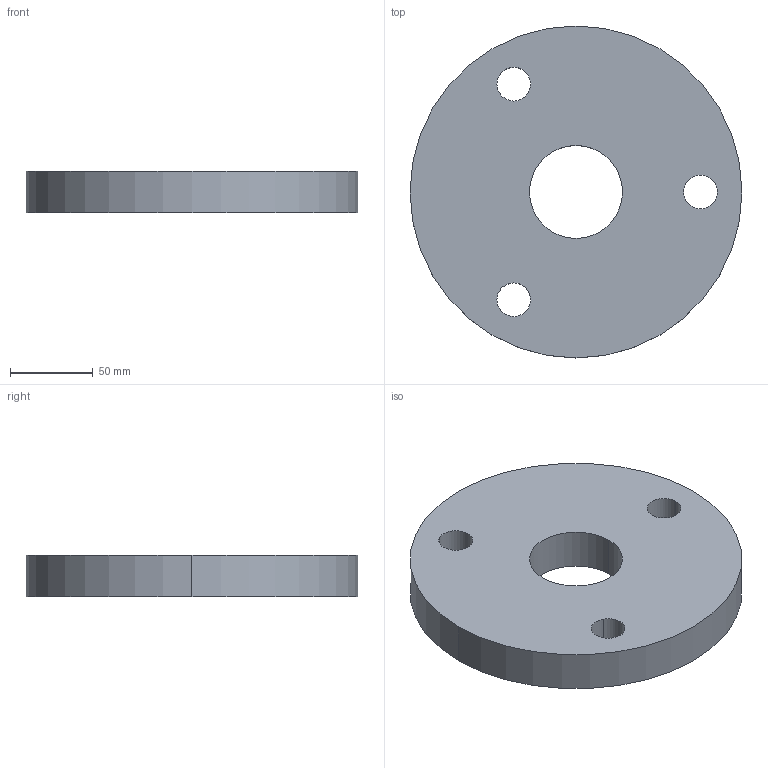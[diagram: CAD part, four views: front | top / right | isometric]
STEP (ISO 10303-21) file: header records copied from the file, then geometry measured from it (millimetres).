
FILE_DESCRIPTION(('CATIA V5 STEP Exchange'),'2;1');
FILE_NAME('Retainer.stp','2022-03-20T02:12:13+00:00',('none'),('none'),'CATIA Version 5 Release 21 GA (IN-10)','CATIA V5 STEP AP203','none');
FILE_SCHEMA(('CONFIG_CONTROL_DESIGN'));
Length unit declared in the file: millimetre
Products named in the file (1): retainer
Bounding box: 200 x 200 x 25 mm (x, y, z)
Volume: 699548.8 mm3; surface area: 80853.2 mm2
Topology: 1 solids, 1 shells, 12 faces, 30 edges, 20 vertices
Faces by surface type: cylinder 10, plane 2
Entity records: 387 total; most frequent: ORIENTED_EDGE 60, CARTESIAN_POINT 58, DIRECTION 44, EDGE_CURVE 30, AXIS2_PLACEMENT_3D 28, CIRCLE 20, EDGE_LOOP 20, VERTEX_POINT 20
